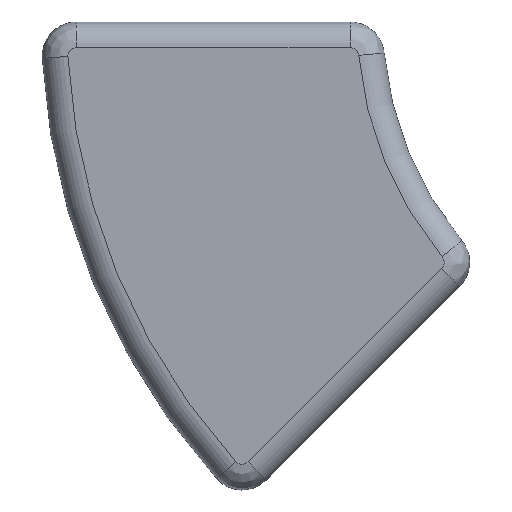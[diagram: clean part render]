
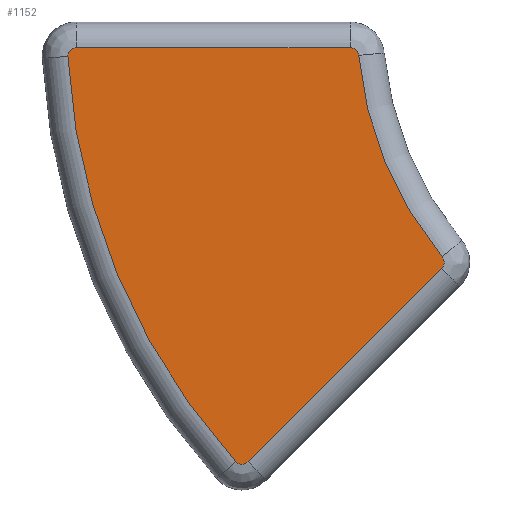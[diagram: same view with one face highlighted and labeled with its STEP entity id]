
A CAD part, top view. The second image highlights one B-rep face of the part: STEP entity #1152.
In plain terms, the highlighted planar face has unit normal (0, 0, 1).
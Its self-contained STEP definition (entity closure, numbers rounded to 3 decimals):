
#43=PLANE('',#1291);
#111=LINE('',#1983,#209);
#112=LINE('',#2031,#210);
#209=VECTOR('',#1486,10.);
#210=VECTOR('',#1509,10.);
#326=FACE_OUTER_BOUND('',#395,.T.);
#395=EDGE_LOOP('',(#919,#920,#921,#922,#923,#924,#925,#926));
#454=CIRCLE('',#1261,1.);
#459=CIRCLE('',#1267,43.);
#462=CIRCLE('',#1270,1.);
#466=CIRCLE('',#1275,1.);
#469=CIRCLE('',#1279,77.);
#472=CIRCLE('',#1282,1.);
#539=VERTEX_POINT('',#1951);
#540=VERTEX_POINT('',#1953);
#542=VERTEX_POINT('',#1959);
#544=VERTEX_POINT('',#1973);
#546=VERTEX_POINT('',#1979);
#548=VERTEX_POINT('',#1999);
#550=VERTEX_POINT('',#2005);
#552=VERTEX_POINT('',#2025);
#665=EDGE_CURVE('',#539,#540,#454,.T.);
#670=EDGE_CURVE('',#540,#542,#459,.T.);
#673=EDGE_CURVE('',#542,#544,#462,.T.);
#676=EDGE_CURVE('',#544,#546,#111,.T.);
#679=EDGE_CURVE('',#546,#548,#466,.T.);
#682=EDGE_CURVE('',#548,#550,#469,.T.);
#685=EDGE_CURVE('',#550,#552,#472,.T.);
#686=EDGE_CURVE('',#552,#539,#112,.T.);
#919=ORIENTED_EDGE('',*,*,#665,.F.);
#920=ORIENTED_EDGE('',*,*,#686,.F.);
#921=ORIENTED_EDGE('',*,*,#685,.F.);
#922=ORIENTED_EDGE('',*,*,#682,.F.);
#923=ORIENTED_EDGE('',*,*,#679,.F.);
#924=ORIENTED_EDGE('',*,*,#676,.F.);
#925=ORIENTED_EDGE('',*,*,#673,.F.);
#926=ORIENTED_EDGE('',*,*,#670,.F.);
#1152=ADVANCED_FACE('',(#326),#43,.T.);
#1261=AXIS2_PLACEMENT_3D('',#1954,#1461,#1462);
#1267=AXIS2_PLACEMENT_3D('',#1963,#1473,#1474);
#1270=AXIS2_PLACEMENT_3D('',#1977,#1479,#1480);
#1275=AXIS2_PLACEMENT_3D('',#2003,#1491,#1492);
#1279=AXIS2_PLACEMENT_3D('',#2009,#1499,#1500);
#1282=AXIS2_PLACEMENT_3D('',#2029,#1505,#1506);
#1291=AXIS2_PLACEMENT_3D('',#2051,#1531,#1532);
#1461=DIRECTION('center_axis',(0.,0.,-1.));
#1462=DIRECTION('ref_axis',(0.674,0.739,0.));
#1473=DIRECTION('center_axis',(0.,0.,1.));
#1474=DIRECTION('ref_axis',(-0.924,-0.383,0.));
#1479=DIRECTION('center_axis',(0.,0.,-1.));
#1480=DIRECTION('ref_axis',(0.999,-0.046,0.));
#1486=DIRECTION('',(-0.707,-0.707,0.));
#1491=DIRECTION('center_axis',(0.,0.,-1.));
#1492=DIRECTION('ref_axis',(-0.026,-1.,0.));
#1499=DIRECTION('center_axis',(0.,0.,-1.));
#1500=DIRECTION('ref_axis',(-0.924,-0.383,0.));
#1505=DIRECTION('center_axis',(0.,0.,-1.));
#1506=DIRECTION('ref_axis',(-0.725,0.688,0.));
#1509=DIRECTION('',(1.,0.,0.));
#1531=DIRECTION('center_axis',(0.,0.,1.));
#1532=DIRECTION('ref_axis',(1.,0.,0.));
#1951=CARTESIAN_POINT('',(-43.818,-3.,4.));
#1953=CARTESIAN_POINT('',(-42.822,-3.909,4.));
#1954=CARTESIAN_POINT('Origin',(-43.818,-4.,4.));
#1959=CARTESIAN_POINT('',(-33.044,-27.516,4.));
#1963=CARTESIAN_POINT('Origin',(0.,0.,4.));
#1973=CARTESIAN_POINT('',(-33.105,-28.863,4.));
#1977=CARTESIAN_POINT('Origin',(-33.812,-28.155,4.));
#1979=CARTESIAN_POINT('',(-55.787,-51.544,4.));
#1983=CARTESIAN_POINT('',(-49.973,-45.73,4.));
#1999=CARTESIAN_POINT('',(-57.237,-51.506,4.));
#2003=CARTESIAN_POINT('Origin',(-56.494,-50.837,4.));
#2005=CARTESIAN_POINT('',(-76.893,-4.053,4.));
#2009=CARTESIAN_POINT('Origin',(0.,0.,4.));
#2025=CARTESIAN_POINT('',(-75.895,-3.,4.));
#2029=CARTESIAN_POINT('Origin',(-75.895,-4.,4.));
#2031=CARTESIAN_POINT('',(-47.672,-3.,4.));
#2051=CARTESIAN_POINT('Origin',(-55.345,-22.925,4.));
